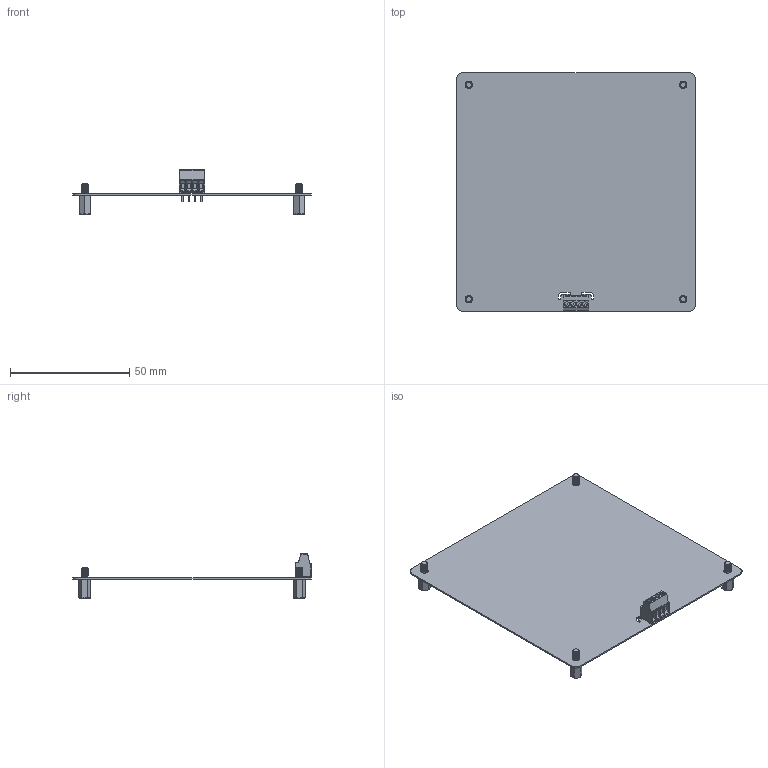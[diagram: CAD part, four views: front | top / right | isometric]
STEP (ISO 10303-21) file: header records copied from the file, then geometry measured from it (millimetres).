
FILE_DESCRIPTION(('Open CASCADE Model'),'2;1');
FILE_NAME('Open CASCADE Shape Model','2022-06-20T14:39:42',('Author'),( 'Open CASCADE'),'Open CASCADE STEP processor 6.8','Open CASCADE 6.8' ,'Unknown');
FILE_SCHEMA(('AUTOMOTIVE_DESIGN { 1 0 10303 214 1 1 1 1 }'));
Length unit declared in the file: millimetre
Products named in the file (1): PCB
Bounding box: 100 x 100 x 18.51 mm (x, y, z)
Volume: 6523.7 mm3; surface area: 21888.4 mm2
Topology: 5 solids, 50 shells, 568 faces, 1580 edges, 1058 vertices
Faces by surface type: cylinder 253, plane 176, cone 76, bspline 24, sphere 22, torus 17
Full cylindrical faces by diameter (mm): 1.1 x4, 3.1 x4
Entity records: 27550 total; most frequent: CARTESIAN_POINT 13911, ORIENTED_EDGE 2884, DIRECTION 2497, EDGE_CURVE 1562, VERTEX_POINT 1058, AXIS2_PLACEMENT_3D 888, LINE 721, VECTOR 721
